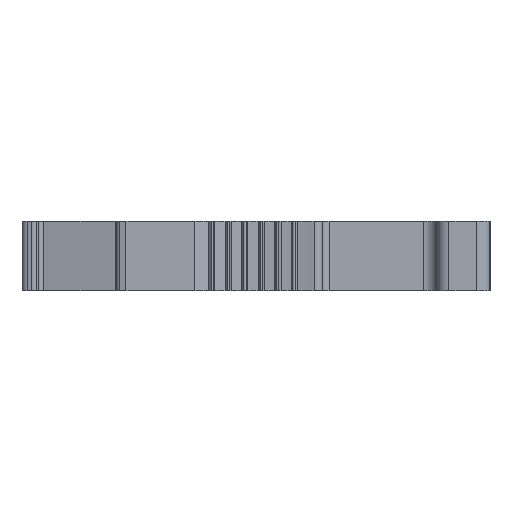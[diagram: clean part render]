
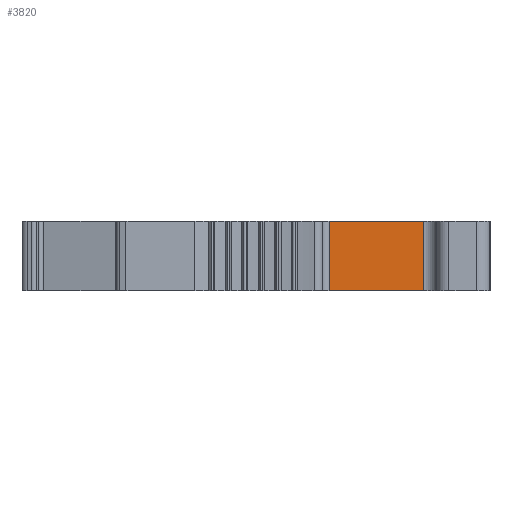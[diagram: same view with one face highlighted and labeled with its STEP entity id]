
A CAD part, left-side view. The second image highlights one B-rep face of the part: STEP entity #3820.
In plain terms, the highlighted planar face has unit normal (-1, 0, 0).
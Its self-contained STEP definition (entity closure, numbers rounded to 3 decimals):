
#607=DIRECTION('',(0.,-1.,0.));
#608=VECTOR('',#607,7.1);
#609=CARTESIAN_POINT('',(-32.1,10.432,0.));
#610=LINE('',#609,#608);
#762=DIRECTION('',(0.,0.,1.));
#763=VECTOR('',#762,5.2);
#764=CARTESIAN_POINT('',(-32.1,3.332,0.));
#765=LINE('',#764,#763);
#766=DIRECTION('',(0.,0.,1.));
#767=VECTOR('',#766,5.2);
#768=CARTESIAN_POINT('',(-32.1,10.432,0.));
#769=LINE('',#768,#767);
#1455=DIRECTION('',(0.,-1.,0.));
#1456=VECTOR('',#1455,7.1);
#1457=CARTESIAN_POINT('',(-32.1,10.432,5.2));
#1458=LINE('',#1457,#1456);
#3153=CARTESIAN_POINT('',(-32.1,10.432,0.));
#3154=CARTESIAN_POINT('',(-32.1,3.332,0.));
#3155=VERTEX_POINT('',#3153);
#3156=VERTEX_POINT('',#3154);
#3187=CARTESIAN_POINT('',(-32.1,10.432,5.2));
#3188=CARTESIAN_POINT('',(-32.1,3.332,5.2));
#3189=VERTEX_POINT('',#3187);
#3190=VERTEX_POINT('',#3188);
#3807=CARTESIAN_POINT('',(-32.1,10.432,0.));
#3808=DIRECTION('',(-1.,0.,0.));
#3809=DIRECTION('',(0.,-1.,0.));
#3810=AXIS2_PLACEMENT_3D('',#3807,#3808,#3809);
#3811=PLANE('',#3810);
#3812=ORIENTED_EDGE('',*,*,#3664,.F.);
#3814=ORIENTED_EDGE('',*,*,#3813,.T.);
#3816=ORIENTED_EDGE('',*,*,#3815,.T.);
#3817=ORIENTED_EDGE('',*,*,#3800,.F.);
#3818=EDGE_LOOP('',(#3812,#3814,#3816,#3817));
#3819=FACE_OUTER_BOUND('',#3818,.F.);
#3820=ADVANCED_FACE('',(#3819),#3811,.T.);
#3664=EDGE_CURVE('',#3155,#3156,#610,.T.);
#3800=EDGE_CURVE('',#3156,#3190,#765,.T.);
#3813=EDGE_CURVE('',#3155,#3189,#769,.T.);
#3815=EDGE_CURVE('',#3189,#3190,#1458,.T.);
